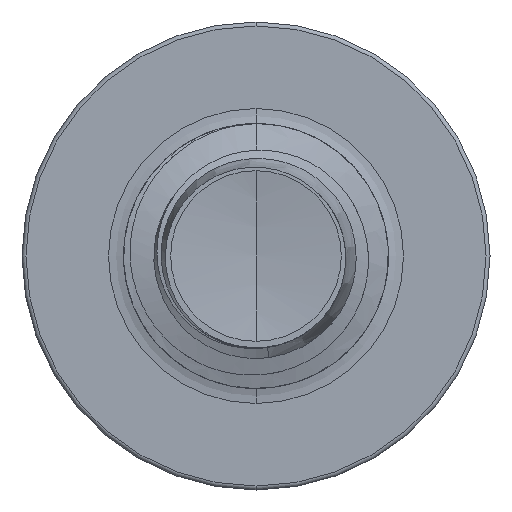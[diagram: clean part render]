
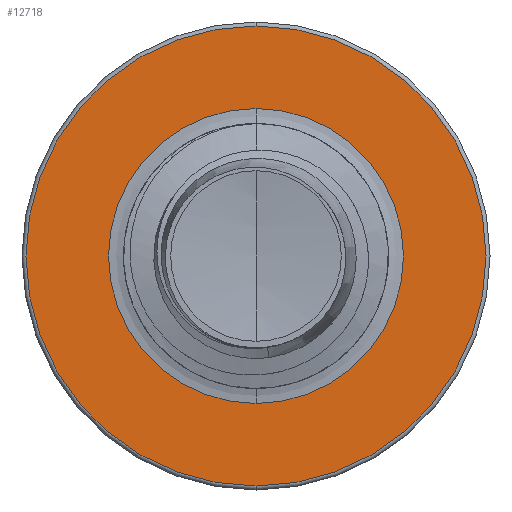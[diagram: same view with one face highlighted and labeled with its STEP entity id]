
A CAD part, front view. The second image highlights one B-rep face of the part: STEP entity #12718.
In plain terms, the highlighted planar face has unit normal (0, -1, 0).
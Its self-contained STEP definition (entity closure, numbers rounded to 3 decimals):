
#66 = ORIENTED_EDGE ( 'NONE', *, *, #12020, .F. ) ;
#992 = CIRCLE ( 'NONE', #11197, 1.67 ) ;
#1156 = ORIENTED_EDGE ( 'NONE', *, *, #6646, .T. ) ;
#1878 = CARTESIAN_POINT ( 'NONE',  ( 0., 7.5, 2.605 ) ) ;
#2258 = CIRCLE ( 'NONE', #10076, 2.605 ) ;
#2926 = PLANE ( 'NONE',  #14684 ) ;
#3311 = DIRECTION ( 'NONE',  ( 0., 1., 0. ) ) ;
#3613 = VERTEX_POINT ( 'NONE', #12535 ) ;
#3703 = DIRECTION ( 'NONE',  ( 0., 1., 0. ) ) ;
#3837 = VERTEX_POINT ( 'NONE', #11480 ) ;
#4898 = DIRECTION ( 'NONE',  ( 0., 0., 1. ) ) ;
#6646 = EDGE_CURVE ( 'NONE', #3837, #20749, #992, .T. ) ;
#6688 = EDGE_CURVE ( 'NONE', #3613, #20925, #2258, .T. ) ;
#7460 = CARTESIAN_POINT ( 'NONE',  ( 0., 7.5, 0. ) ) ;
#7960 = AXIS2_PLACEMENT_3D ( 'NONE', #13985, #3311, #15614 ) ;
#9203 = FACE_OUTER_BOUND ( 'NONE', #10391, .T. ) ;
#9239 = DIRECTION ( 'NONE',  ( 0., 0., 1. ) ) ;
#9517 = CARTESIAN_POINT ( 'NONE',  ( 0., 7.5, 0. ) ) ;
#10076 = AXIS2_PLACEMENT_3D ( 'NONE', #7460, #18932, #9239 ) ;
#10391 = EDGE_LOOP ( 'NONE', ( #66, #13953 ) ) ;
#10889 = EDGE_LOOP ( 'NONE', ( #1156, #12226 ) ) ;
#11197 = AXIS2_PLACEMENT_3D ( 'NONE', #14309, #3703, #15925 ) ;
#11211 = DIRECTION ( 'NONE',  ( 0., 0., 1. ) ) ;
#11480 = CARTESIAN_POINT ( 'NONE',  ( 0., 7.5, 1.67 ) ) ;
#11644 = AXIS2_PLACEMENT_3D ( 'NONE', #9517, #20771, #11211 ) ;
#12020 = EDGE_CURVE ( 'NONE', #20925, #3613, #20324, .T. ) ;
#12226 = ORIENTED_EDGE ( 'NONE', *, *, #18458, .T. ) ;
#12535 = CARTESIAN_POINT ( 'NONE',  ( 0., 7.5, -2.605 ) ) ;
#12718 = ADVANCED_FACE ( 'NONE', ( #9203, #13764 ), #2926, .F. ) ;
#13764 = FACE_BOUND ( 'NONE', #10889, .T. ) ;
#13953 = ORIENTED_EDGE ( 'NONE', *, *, #6688, .F. ) ;
#13985 = CARTESIAN_POINT ( 'NONE',  ( 0., 7.5, 0. ) ) ;
#14309 = CARTESIAN_POINT ( 'NONE',  ( 0., 7.5, 0. ) ) ;
#14684 = AXIS2_PLACEMENT_3D ( 'NONE', #21299, #15317, #4898 ) ;
#15317 = DIRECTION ( 'NONE',  ( 0., 1., 0. ) ) ;
#15614 = DIRECTION ( 'NONE',  ( 0., 0., 1. ) ) ;
#15925 = DIRECTION ( 'NONE',  ( 0., 0., 1. ) ) ;
#17203 = CIRCLE ( 'NONE', #7960, 1.67 ) ;
#18458 = EDGE_CURVE ( 'NONE', #20749, #3837, #17203, .T. ) ;
#18932 = DIRECTION ( 'NONE',  ( 0., 1., 0. ) ) ;
#20324 = CIRCLE ( 'NONE', #11644, 2.605 ) ;
#20600 = CARTESIAN_POINT ( 'NONE',  ( 0., 7.5, -1.67 ) ) ;
#20749 = VERTEX_POINT ( 'NONE', #20600 ) ;
#20771 = DIRECTION ( 'NONE',  ( 0., 1., 0. ) ) ;
#20925 = VERTEX_POINT ( 'NONE', #1878 ) ;
#21299 = CARTESIAN_POINT ( 'NONE',  ( 0., 7.5, -1.67 ) ) ;
